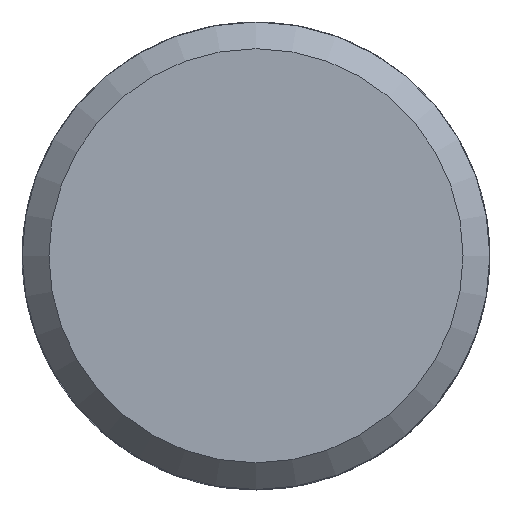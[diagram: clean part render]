
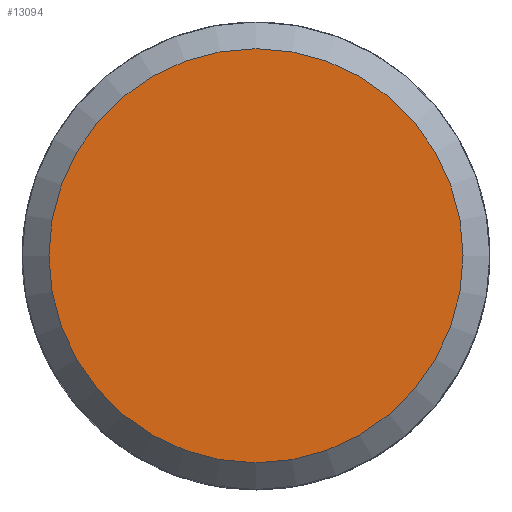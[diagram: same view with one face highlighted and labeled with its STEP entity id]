
A CAD part, top view. The second image highlights one B-rep face of the part: STEP entity #13094.
In plain terms, the highlighted planar face has unit normal (0, 0, 1).
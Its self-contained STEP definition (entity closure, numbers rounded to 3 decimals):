
#2996=CIRCLE('',#14174,15.5);
#3229=FACE_OUTER_BOUND('',#4275,.T.);
#4275=EDGE_LOOP('',(#8756));
#5403=VERTEX_POINT('',#15772);
#6554=EDGE_CURVE('',#5403,#5403,#2996,.T.);
#8756=ORIENTED_EDGE('',*,*,#6554,.F.);
#13054=PLANE('',#14177);
#13094=ADVANCED_FACE('',(#3229),#13054,.T.);
#14174=AXIS2_PLACEMENT_3D('',#15773,#14494,#14495);
#14177=AXIS2_PLACEMENT_3D('',#15779,#14501,#14502);
#14494=DIRECTION('center_axis',(0.,0.,-1.));
#14495=DIRECTION('ref_axis',(-1.,0.,0.));
#14501=DIRECTION('center_axis',(0.,0.,1.));
#14502=DIRECTION('ref_axis',(1.,0.,0.));
#15772=CARTESIAN_POINT('',(15.5,-50.,17.5));
#15773=CARTESIAN_POINT('Origin',(0.,-50.,17.5));
#15779=CARTESIAN_POINT('Origin',(0.,-50.,
17.5));
